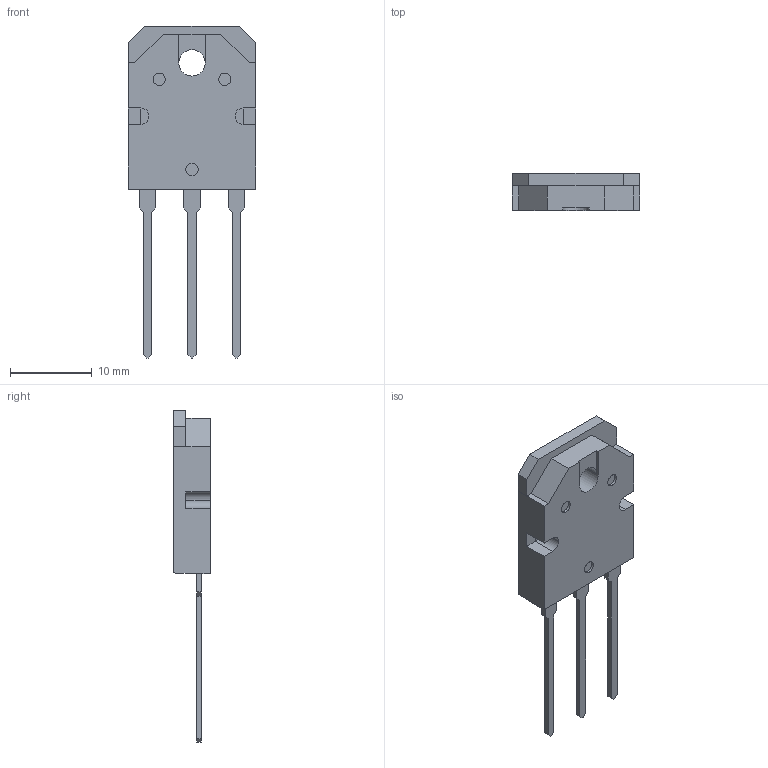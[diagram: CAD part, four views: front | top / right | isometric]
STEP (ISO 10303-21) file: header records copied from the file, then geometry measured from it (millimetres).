
FILE_DESCRIPTION (( 'STEP AP214' ), '1' );
FILE_NAME ('TO-3P(N).STEP', '2018-02-26T03:04:17', ( '微软用户' ), ( '微软中国' ), 'SwSTEP 2.0', 'SolidWorks 2015', '' );
FILE_SCHEMA (( 'AUTOMOTIVE_DESIGN' ));
Length unit declared in the file: millimetre
Products named in the file (1): TO-3P(N)
Bounding box: 15.5 x 4.5 x 40.5 mm (x, y, z)
Volume: 1260 mm3; surface area: 1282.6 mm2
Topology: 5 solids, 5 shells, 85 faces, 214 edges, 140 vertices
Faces by surface type: plane 73, cylinder 12
Entity records: 2846 total; most frequent: CARTESIAN_POINT 440, ORIENTED_EDGE 428, DIRECTION 410, EDGE_CURVE 214, VECTOR 190, LINE 190, VERTEX_POINT 140, AXIS2_PLACEMENT_3D 110
